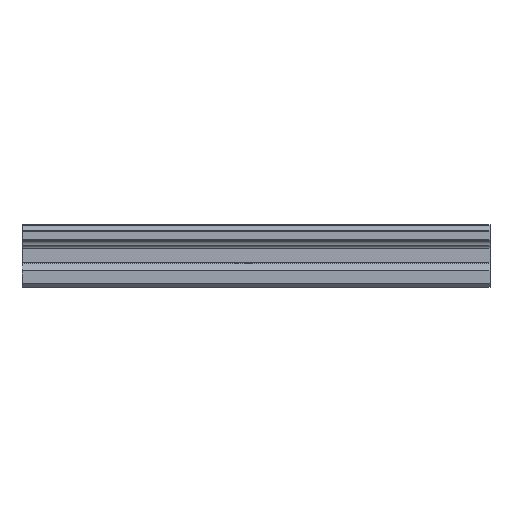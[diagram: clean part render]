
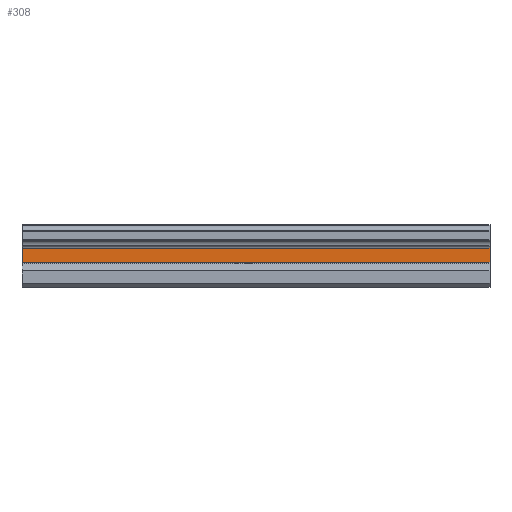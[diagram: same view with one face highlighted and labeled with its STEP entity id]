
A CAD part, top view. The second image highlights one B-rep face of the part: STEP entity #308.
In plain terms, the highlighted planar face has unit normal (0, 0, 1).
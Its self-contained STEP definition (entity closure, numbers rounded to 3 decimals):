
#3 = VECTOR ( 'NONE', #832, 1000. ) ;
#29 = LINE ( 'NONE', #628, #880 ) ;
#171 = EDGE_LOOP ( 'NONE', ( #1862, #1573, #1003, #1410 ) ) ;
#174 = CARTESIAN_POINT ( 'NONE',  ( 225., 12.664, 18.75 ) ) ;
#194 = CARTESIAN_POINT ( 'NONE',  ( 225., 12.664, 18.75 ) ) ;
#197 = DIRECTION ( 'NONE',  ( 0., 0., -1. ) ) ;
#272 = CARTESIAN_POINT ( 'NONE',  ( 225., 24.422, 18.75 ) ) ;
#285 = VECTOR ( 'NONE', #1287, 1000. ) ;
#308 = ADVANCED_FACE ( 'NONE', ( #817 ), #1001, .F. ) ;
#330 = DIRECTION ( 'NONE',  ( 1., 0., 0. ) ) ;
#337 = CARTESIAN_POINT ( 'NONE',  ( 225., 19.939, 18.75 ) ) ;
#519 = CARTESIAN_POINT ( 'NONE',  ( -15., 12.664, 18.75 ) ) ;
#628 = CARTESIAN_POINT ( 'NONE',  ( 225., 19.939, 18.75 ) ) ;
#636 = VECTOR ( 'NONE', #1477, 1000. ) ;
#733 = VERTEX_POINT ( 'NONE', #1263 ) ;
#817 = FACE_OUTER_BOUND ( 'NONE', #171, .T. ) ;
#832 = DIRECTION ( 'NONE',  ( 0., -1., 0. ) ) ;
#880 = VECTOR ( 'NONE', #330, 1000. ) ;
#883 = VERTEX_POINT ( 'NONE', #1972 ) ;
#908 = LINE ( 'NONE', #272, #285 ) ;
#969 = LINE ( 'NONE', #1112, #3 ) ;
#1001 = PLANE ( 'NONE',  #1088 ) ;
#1003 = ORIENTED_EDGE ( 'NONE', *, *, #1834, .F. ) ;
#1088 = AXIS2_PLACEMENT_3D ( 'NONE', #337, #197, #1758 ) ;
#1112 = CARTESIAN_POINT ( 'NONE',  ( -15., 24.422, 18.75 ) ) ;
#1263 = CARTESIAN_POINT ( 'NONE',  ( -15., 19.939, 18.75 ) ) ;
#1287 = DIRECTION ( 'NONE',  ( 0., -1., 0. ) ) ;
#1410 = ORIENTED_EDGE ( 'NONE', *, *, #1933, .T. ) ;
#1477 = DIRECTION ( 'NONE',  ( -1., 0., 0. ) ) ;
#1573 = ORIENTED_EDGE ( 'NONE', *, *, #1656, .F. ) ;
#1656 = EDGE_CURVE ( 'NONE', #883, #1949, #908, .T. ) ;
#1738 = EDGE_CURVE ( 'NONE', #1949, #1898, #1769, .T. ) ;
#1758 = DIRECTION ( 'NONE',  ( 0., 1., 0. ) ) ;
#1769 = LINE ( 'NONE', #194, #636 ) ;
#1834 = EDGE_CURVE ( 'NONE', #733, #883, #29, .T. ) ;
#1862 = ORIENTED_EDGE ( 'NONE', *, *, #1738, .F. ) ;
#1898 = VERTEX_POINT ( 'NONE', #519 ) ;
#1933 = EDGE_CURVE ( 'NONE', #733, #1898, #969, .T. ) ;
#1949 = VERTEX_POINT ( 'NONE', #174 ) ;
#1972 = CARTESIAN_POINT ( 'NONE',  ( 225., 19.939, 18.75 ) ) ;
